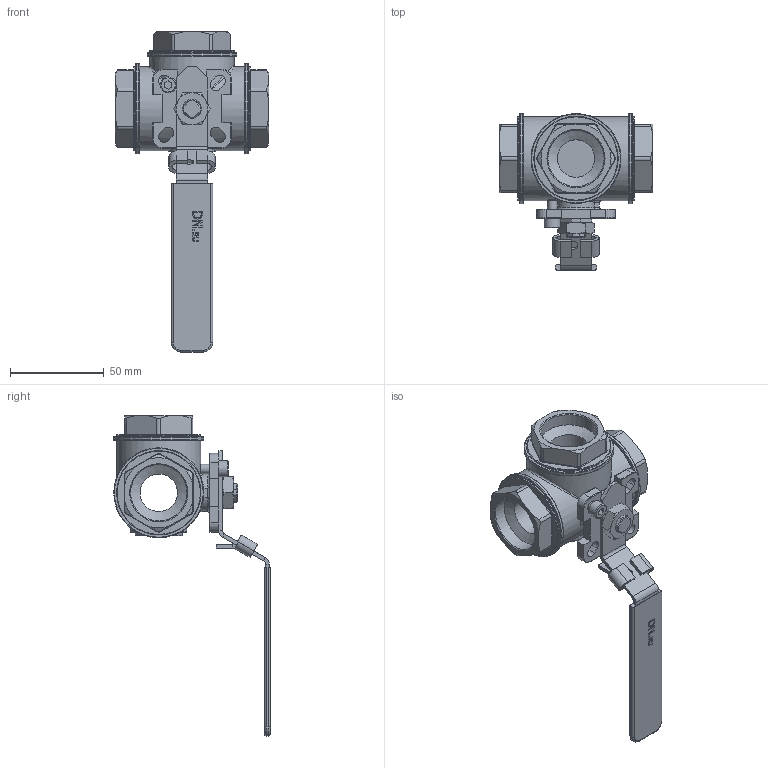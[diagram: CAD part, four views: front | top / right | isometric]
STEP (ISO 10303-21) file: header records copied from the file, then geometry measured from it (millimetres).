
FILE_DESCRIPTION(/* description */ (''),/* implementation_level */ '2;1');
FILE_NAME(/* name */ 'DN20_3D_STEP.stp',/* time_stamp */ '2024-01-27T00:05:36+03:00',/* author */ ('igorr'),/* organization */ (''),/* preprocessor_version */ 'ST-DEVELOPER v19.2',/* originating_system */ 'Autodesk Inventor 2023',/* authorisation */ '');
FILE_SCHEMA (('AUTOMOTIVE_DESIGN { 1 0 10303 214 3 1 1 }'));
Length unit declared in the file: millimetre
Products named in the file (5): Сборка; Деталь1; Деталь6; AS 1420 - 1973 - M5 x 10; BS 3692 - M10
Assembly tree (4 placements, depth 2):
  Сборка
    Деталь1
    Деталь6
    AS 1420 - 1973 - M5 x 10
    BS 3692 - M10
Bounding box: 82 x 83.43 x 170.75 mm (x, y, z)
Volume: 130567.8 mm3; surface area: 39342.6 mm2
Topology: 5 solids, 5 shells, 528 faces, 1308 edges, 818 vertices
Faces by surface type: plane 248, cylinder 128, bspline 58, torus 48, cone 44, sphere 2
Full cylindrical faces by diameter (mm): 5 x2, 8.376 x1, 8.5 x1, 10 x1, 15 x1, 20 x2, 25 x1, 30 x3, 45 x5, 48 x3
Entity records: 17285 total; most frequent: CARTESIAN_POINT 4544, ORIENTED_EDGE 2610, DIRECTION 2357, EDGE_CURVE 1305, AXIS2_PLACEMENT_3D 819, VERTEX_POINT 818, LINE 719, VECTOR 719
